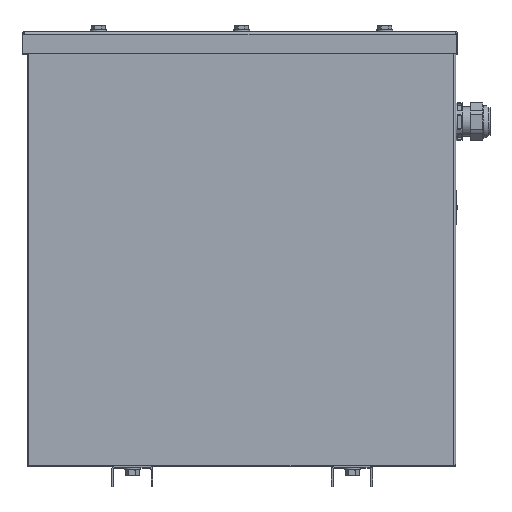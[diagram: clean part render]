
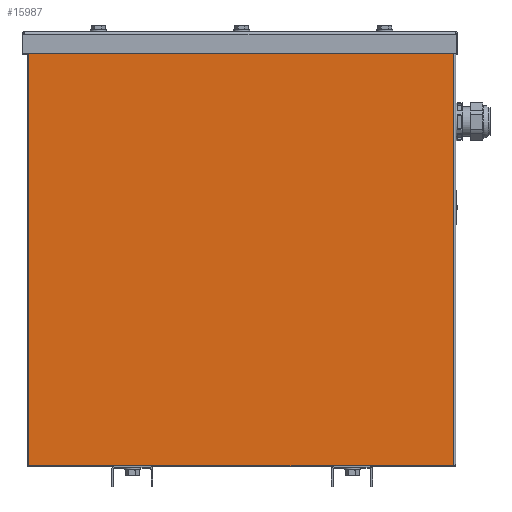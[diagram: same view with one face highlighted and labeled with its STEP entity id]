
A CAD part, top view. The second image highlights one B-rep face of the part: STEP entity #15987.
In plain terms, the highlighted planar face has unit normal (0, 0, 1).
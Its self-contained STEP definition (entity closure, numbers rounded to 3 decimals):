
#721=LINE('',#22433,#1827);
#726=LINE('',#22444,#1832);
#731=LINE('',#22461,#1837);
#732=LINE('',#22462,#1838);
#1827=VECTOR('',#18538,10.);
#1832=VECTOR('',#18551,10.);
#1837=VECTOR('',#18570,10.);
#1838=VECTOR('',#18571,10.);
#2917=PLANE('',#17073);
#4038=FACE_OUTER_BOUND('',#5055,.T.);
#5055=EDGE_LOOP('',(#10639,#10640,#10641,#10642));
#6923=VERTEX_POINT('',#22396);
#6936=VERTEX_POINT('',#22430);
#6937=VERTEX_POINT('',#22432);
#6944=VERTEX_POINT('',#22460);
#8434=EDGE_CURVE('',#6936,#6937,#721,.T.);
#8440=EDGE_CURVE('',#6936,#6923,#726,.T.);
#8449=EDGE_CURVE('',#6923,#6944,#731,.T.);
#8450=EDGE_CURVE('',#6937,#6944,#732,.T.);
#10639=ORIENTED_EDGE('',*,*,#8440,.T.);
#10640=ORIENTED_EDGE('',*,*,#8449,.T.);
#10641=ORIENTED_EDGE('',*,*,#8450,.F.);
#10642=ORIENTED_EDGE('',*,*,#8434,.F.);
#15987=ADVANCED_FACE('',(#4038),#2917,.T.);
#17073=AXIS2_PLACEMENT_3D('',#22459,#18568,#18569);
#18538=DIRECTION('',(-1.,0.,0.));
#18551=DIRECTION('',(0.,1.,0.));
#18568=DIRECTION('center_axis',(0.,0.,
1.));
#18569=DIRECTION('ref_axis',(1.,0.,0.));
#18570=DIRECTION('',(-1.,0.,0.));
#18571=DIRECTION('',(0.,1.,0.));
#22396=CARTESIAN_POINT('',(652.87,685.975,2.));
#22430=CARTESIAN_POINT('',(652.87,5.975,2.));
#22432=CARTESIAN_POINT('',(-23.13,5.975,2.));
#22433=CARTESIAN_POINT('',(656.87,5.975,2.));
#22444=CARTESIAN_POINT('',(652.87,176.975,2.));
#22459=CARTESIAN_POINT('Origin',(316.87,347.975,2.));
#22460=CARTESIAN_POINT('',(-23.13,685.975,2.));
#22461=CARTESIAN_POINT('',(146.87,685.975,2.));
#22462=CARTESIAN_POINT('',(-23.13,5.975,2.));
